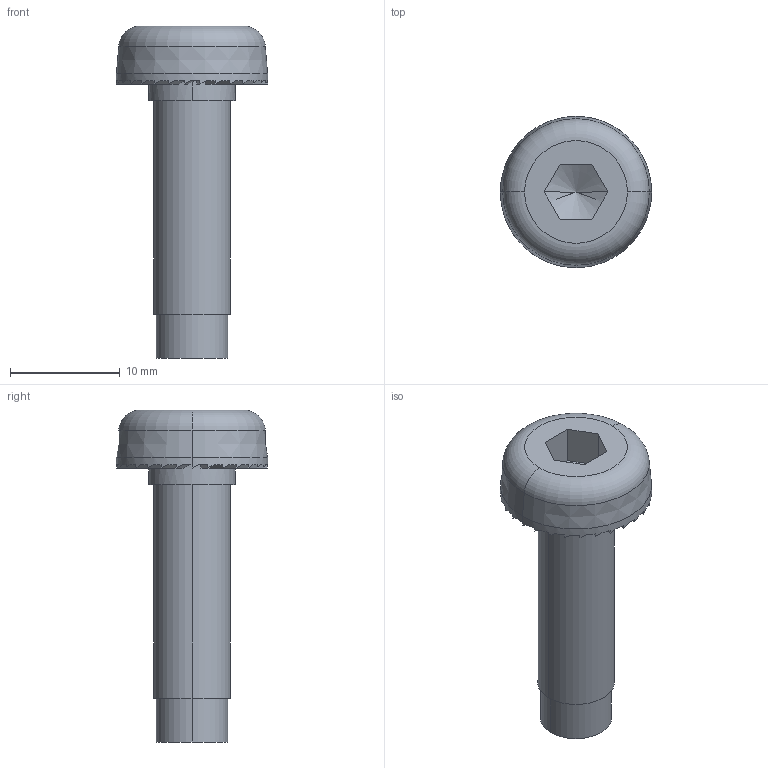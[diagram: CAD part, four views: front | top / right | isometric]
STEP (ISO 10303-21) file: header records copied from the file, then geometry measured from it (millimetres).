
FILE_DESCRIPTION (( 'STEP AP203' ), '1' );
FILE_NAME ('161105.step', '2022-01-27T15:37:16', ( '' ), ( '' ), 'SwSTEP 2.0', 'SolidWorks 2021', '' );
FILE_SCHEMA (( 'CONFIG_CONTROL_DESIGN' ));
Length unit declared in the file: millimetre
Products named in the file (1): 161105
Bounding box: 13.8 x 13.8 x 30.3 mm (x, y, z)
Volume: 1574.6 mm3; surface area: 1127.6 mm2
Topology: 1 solids, 1 shells, 120 faces, 328 edges, 211 vertices
Faces by surface type: plane 106, cylinder 8, cone 4, torus 2
Entity records: 3839 total; most frequent: CARTESIAN_POINT 844, ORIENTED_EDGE 652, DIRECTION 590, EDGE_CURVE 326, VERTEX_POINT 211, AXIS2_PLACEMENT_3D 205, VECTOR 180, LINE 180
